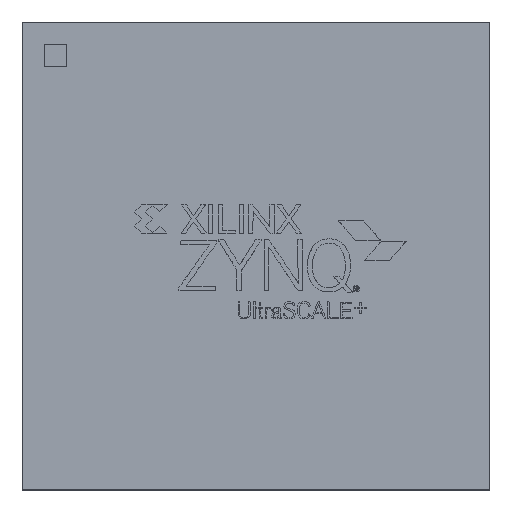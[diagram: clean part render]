
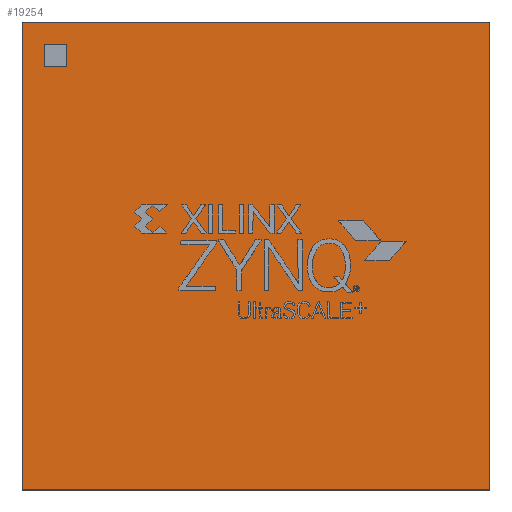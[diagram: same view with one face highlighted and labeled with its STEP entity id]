
A CAD part, top view. The second image highlights one B-rep face of the part: STEP entity #19254.
In plain terms, the highlighted planar face has unit normal (0, 0, 1).
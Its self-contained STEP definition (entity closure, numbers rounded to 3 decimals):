
#19142 = VERTEX_POINT('',#19143);
#19143 = CARTESIAN_POINT('',(10.5,10.5,3.24));
#19149 = EDGE_CURVE('',#19142,#19150,#19152,.T.);
#19150 = VERTEX_POINT('',#19151);
#19151 = CARTESIAN_POINT('',(-10.5,10.5,3.24));
#19152 = LINE('',#19153,#19154);
#19153 = CARTESIAN_POINT('',(10.5,10.5,3.24));
#19154 = VECTOR('',#19155,1.);
#19155 = DIRECTION('',(-1.,0.,0.));
#19182 = VERTEX_POINT('',#19183);
#19183 = CARTESIAN_POINT('',(10.5,-10.5,3.24));
#19189 = EDGE_CURVE('',#19182,#19142,#19190,.T.);
#19190 = LINE('',#19191,#19192);
#19191 = CARTESIAN_POINT('',(10.5,-10.5,3.24));
#19192 = VECTOR('',#19193,1.);
#19193 = DIRECTION('',(0.,1.,0.));
#19211 = EDGE_CURVE('',#19150,#19212,#19214,.T.);
#19212 = VERTEX_POINT('',#19213);
#19213 = CARTESIAN_POINT('',(-10.5,-10.5,3.24));
#19214 = LINE('',#19215,#19216);
#19215 = CARTESIAN_POINT('',(-10.5,10.5,3.24));
#19216 = VECTOR('',#19217,1.);
#19217 = DIRECTION('',(0.,-1.,0.));
#19254 = ADVANCED_FACE('',(#19255,#19266),#19300,.T.);
#19255 = FACE_BOUND('',#19256,.T.);
#19256 = EDGE_LOOP('',(#19257,#19258,#19259,#19265));
#19257 = ORIENTED_EDGE('',*,*,#19149,.T.);
#19258 = ORIENTED_EDGE('',*,*,#19211,.T.);
#19259 = ORIENTED_EDGE('',*,*,#19260,.T.);
#19260 = EDGE_CURVE('',#19212,#19182,#19261,.T.);
#19261 = LINE('',#19262,#19263);
#19262 = CARTESIAN_POINT('',(-10.5,-10.5,3.24));
#19263 = VECTOR('',#19264,1.);
#19264 = DIRECTION('',(1.,0.,0.));
#19265 = ORIENTED_EDGE('',*,*,#19189,.T.);
#19266 = FACE_BOUND('',#19267,.T.);
#19267 = EDGE_LOOP('',(#19268,#19278,#19286,#19294));
#19268 = ORIENTED_EDGE('',*,*,#19269,.T.);
#19269 = EDGE_CURVE('',#19270,#19272,#19274,.T.);
#19270 = VERTEX_POINT('',#19271);
#19271 = CARTESIAN_POINT('',(-9.5,8.5,3.24));
#19272 = VERTEX_POINT('',#19273);
#19273 = CARTESIAN_POINT('',(-9.5,9.5,3.24));
#19274 = LINE('',#19275,#19276);
#19275 = CARTESIAN_POINT('',(-9.5,8.5,3.24));
#19276 = VECTOR('',#19277,1.);
#19277 = DIRECTION('',(0.,1.,0.));
#19278 = ORIENTED_EDGE('',*,*,#19279,.T.);
#19279 = EDGE_CURVE('',#19272,#19280,#19282,.T.);
#19280 = VERTEX_POINT('',#19281);
#19281 = CARTESIAN_POINT('',(-8.5,9.5,3.24));
#19282 = LINE('',#19283,#19284);
#19283 = CARTESIAN_POINT('',(-9.5,9.5,3.24));
#19284 = VECTOR('',#19285,1.);
#19285 = DIRECTION('',(1.,0.,0.));
#19286 = ORIENTED_EDGE('',*,*,#19287,.T.);
#19287 = EDGE_CURVE('',#19280,#19288,#19290,.T.);
#19288 = VERTEX_POINT('',#19289);
#19289 = CARTESIAN_POINT('',(-8.5,8.5,3.24));
#19290 = LINE('',#19291,#19292);
#19291 = CARTESIAN_POINT('',(-8.5,9.5,3.24));
#19292 = VECTOR('',#19293,1.);
#19293 = DIRECTION('',(0.,-1.,0.));
#19294 = ORIENTED_EDGE('',*,*,#19295,.T.);
#19295 = EDGE_CURVE('',#19288,#19270,#19296,.T.);
#19296 = LINE('',#19297,#19298);
#19297 = CARTESIAN_POINT('',(-8.5,8.5,3.24));
#19298 = VECTOR('',#19299,1.);
#19299 = DIRECTION('',(-1.,0.,0.));
#19300 = PLANE('',#19301);
#19301 = AXIS2_PLACEMENT_3D('',#19302,#19303,#19304);
#19302 = CARTESIAN_POINT('',(0.,0.,3.24));
#19303 = DIRECTION('',(0.,0.,1.));
#19304 = DIRECTION('',(1.,0.,0.));
